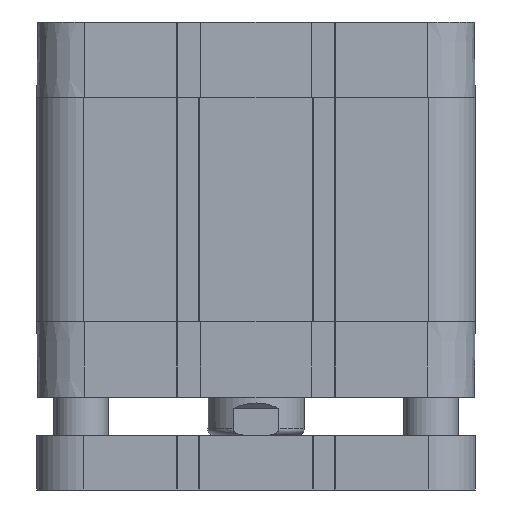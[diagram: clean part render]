
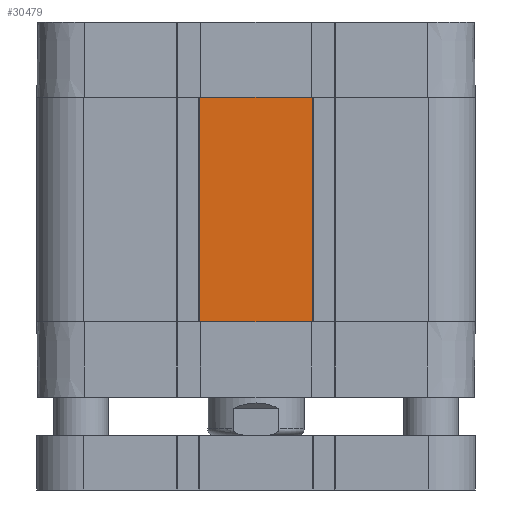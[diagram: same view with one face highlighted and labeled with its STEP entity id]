
A CAD part, left-side view. The second image highlights one B-rep face of the part: STEP entity #30479.
In plain terms, the highlighted planar face has unit normal (-1, 0, 0).
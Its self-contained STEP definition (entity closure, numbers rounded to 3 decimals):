
#1118=LINE($,#54222,#3467);
#1168=LINE($,#54409,#3517);
#1205=LINE($,#54545,#3554);
#1214=LINE($,#54560,#3563);
#3467=VECTOR($,#34522,2.9);
#3517=VECTOR($,#34686,2.9);
#3554=VECTOR($,#34795,5.8);
#3563=VECTOR($,#34816,5.8);
#7313=PLANE($,#31734);
#9147=FACE_OUTER_BOUND($,#10935,.T.);
#10935=EDGE_LOOP($,(#25299,#25300,#25301,#25302));
#14247=VERTEX_POINT($,#54219);
#14248=VERTEX_POINT($,#54221);
#14327=VERTEX_POINT($,#54406);
#14328=VERTEX_POINT($,#54408);
#18121=EDGE_CURVE($,#14248,#14247,#1118,.T.);
#18214=EDGE_CURVE($,#14328,#14327,#1168,.T.);
#18284=EDGE_CURVE($,#14248,#14327,#1205,.T.);
#18293=EDGE_CURVE($,#14328,#14247,#1214,.T.);
#25299=ORIENTED_EDGE($,*,*,#18284,.F.);
#25300=ORIENTED_EDGE($,*,*,#18121,.T.);
#25301=ORIENTED_EDGE($,*,*,#18293,.F.);
#25302=ORIENTED_EDGE($,*,*,#18214,.T.);
#30479=ADVANCED_FACE($,(#9147),#7313,.T.);
#31734=AXIS2_PLACEMENT_3D($,#54585,#34853,#34854);
#34522=DIRECTION($,(0.,-1.,0.));
#34686=DIRECTION($,(0.,1.,0.));
#34795=DIRECTION($,(0.,0.,1.));
#34816=DIRECTION($,(0.,0.,-1.));
#34853=DIRECTION('center_axis',(-1.,0.,0.));
#34854=DIRECTION('ref_axis',(0.,0.,1.));
#54219=CARTESIAN_POINT('',(-5.675,-1.45,-5.8));
#54221=CARTESIAN_POINT('',(-5.675,1.45,-5.8));
#54222=CARTESIAN_POINT($,(-5.675,1.45,-5.8));
#54406=CARTESIAN_POINT('',(-5.675,1.45,0.));
#54408=CARTESIAN_POINT('',(-5.675,-1.45,0.));
#54409=CARTESIAN_POINT($,(-5.675,-1.45,0.));
#54545=CARTESIAN_POINT($,(-5.675,1.45,-5.8));
#54560=CARTESIAN_POINT($,(-5.675,-1.45,0.));
#54585=CARTESIAN_POINT('Origin',(-5.675,-5.675,-21.4));
